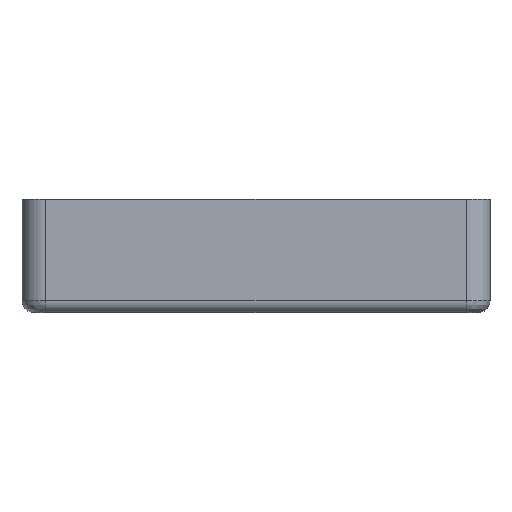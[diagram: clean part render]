
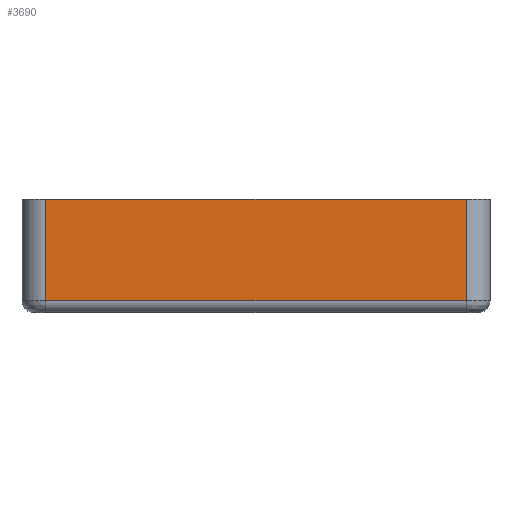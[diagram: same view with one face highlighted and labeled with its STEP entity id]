
A CAD part, front view. The second image highlights one B-rep face of the part: STEP entity #3690.
In plain terms, the highlighted planar face has unit normal (0, -1, 0).
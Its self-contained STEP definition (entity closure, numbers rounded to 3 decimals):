
#143=PLANE('',#4154);
#451=FACE_OUTER_BOUND('',#695,.T.);
#695=EDGE_LOOP('',(#3293,#3294,#3295,#3296));
#984=LINE('',#6396,#1265);
#987=LINE('',#6456,#1268);
#988=LINE('',#6460,#1269);
#989=LINE('',#6461,#1270);
#1265=VECTOR('',#5239,10.);
#1268=VECTOR('',#5276,10.);
#1269=VECTOR('',#5281,10.);
#1270=VECTOR('',#5282,10.);
#1858=VERTEX_POINT('',#6393);
#1859=VERTEX_POINT('',#6395);
#1863=VERTEX_POINT('',#6455);
#1864=VERTEX_POINT('',#6459);
#2350=EDGE_CURVE('',#1858,#1859,#984,.T.);
#2365=EDGE_CURVE('',#1863,#1859,#987,.T.);
#2367=EDGE_CURVE('',#1864,#1858,#988,.T.);
#2368=EDGE_CURVE('',#1864,#1863,#989,.F.);
#3293=ORIENTED_EDGE('',*,*,#2350,.F.);
#3294=ORIENTED_EDGE('',*,*,#2367,.F.);
#3295=ORIENTED_EDGE('',*,*,#2368,.T.);
#3296=ORIENTED_EDGE('',*,*,#2365,.T.);
#3690=ADVANCED_FACE('',(#451),#143,.T.);
#4154=AXIS2_PLACEMENT_3D('',#6458,#5279,#5280);
#5239=DIRECTION('',(-1.,0.,0.));
#5276=DIRECTION('',(0.,0.,-1.));
#5279=DIRECTION('center_axis',(0.,-1.,0.));
#5280=DIRECTION('ref_axis',(-1.,0.,0.));
#5281=DIRECTION('',(0.,0.,-1.));
#5282=DIRECTION('',(1.,0.,0.));
#6393=CARTESIAN_POINT('',(99.,31.75,9.895));
#6395=CARTESIAN_POINT('',(45.5,31.75,9.895));
#6396=CARTESIAN_POINT('',(85.625,31.75,9.895));
#6455=CARTESIAN_POINT('',(45.5,31.75,22.79));
#6456=CARTESIAN_POINT('',(45.5,31.75,9.895));
#6458=CARTESIAN_POINT('Origin',(99.,31.75,9.895));
#6459=CARTESIAN_POINT('',(99.,31.75,22.79));
#6460=CARTESIAN_POINT('',(99.,31.75,9.895));
#6461=CARTESIAN_POINT('',(58.875,31.75,22.79));
